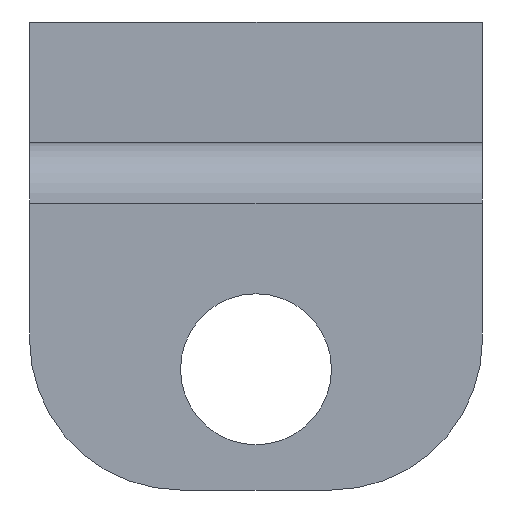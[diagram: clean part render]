
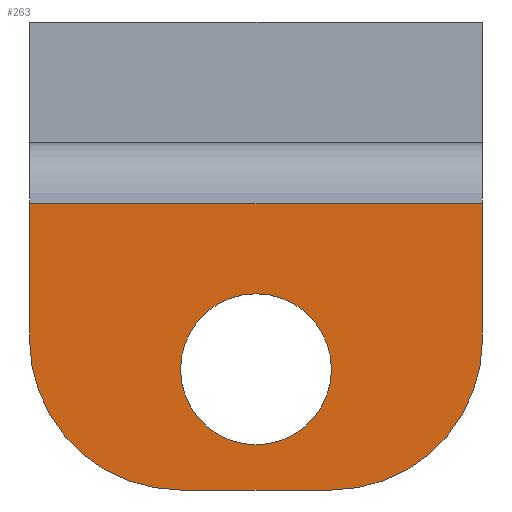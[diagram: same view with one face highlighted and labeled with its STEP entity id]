
A CAD part, left-side view. The second image highlights one B-rep face of the part: STEP entity #263.
In plain terms, the highlighted planar face has unit normal (-1, 0, 0).
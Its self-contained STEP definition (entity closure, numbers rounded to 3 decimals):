
#14 = DIRECTION ( 'NONE',  ( 0., 0., -1. ) ) ;
#15 = DIRECTION ( 'NONE',  ( 0., 0., -1. ) ) ;
#25 = ORIENTED_EDGE ( 'NONE', *, *, #136, .F. ) ;
#57 = ORIENTED_EDGE ( 'NONE', *, *, #335, .F. ) ;
#67 = FACE_BOUND ( 'NONE', #684, .T. ) ;
#73 = VECTOR ( 'NONE', #14, 1000. ) ;
#84 = CARTESIAN_POINT ( 'NONE',  ( 0., 4., 30. ) ) ;
#85 = VERTEX_POINT ( 'NONE', #988 ) ;
#89 = LINE ( 'NONE', #311, #73 ) ;
#101 = EDGE_CURVE ( 'NONE', #389, #389, #616, .T. ) ;
#136 = EDGE_CURVE ( 'NONE', #1017, #329, #297, .T. ) ;
#147 = ORIENTED_EDGE ( 'NONE', *, *, #790, .T. ) ;
#194 = DIRECTION ( 'NONE',  ( 0., 0., 1. ) ) ;
#201 = AXIS2_PLACEMENT_3D ( 'NONE', #531, #210, #283 ) ;
#207 = CIRCLE ( 'NONE', #756, 10. ) ;
#210 = DIRECTION ( 'NONE',  ( -1., 0., 0. ) ) ;
#245 = AXIS2_PLACEMENT_3D ( 'NONE', #343, #1006, #194 ) ;
#251 = ORIENTED_EDGE ( 'NONE', *, *, #546, .T. ) ;
#259 = ORIENTED_EDGE ( 'NONE', *, *, #101, .F. ) ;
#263 = ADVANCED_FACE ( 'NONE', ( #67, #367 ), #387, .F. ) ;
#266 = DIRECTION ( 'NONE',  ( -1., 0., 0. ) ) ;
#283 = DIRECTION ( 'NONE',  ( 0., 0., -1. ) ) ;
#296 = CARTESIAN_POINT ( 'NONE',  ( 0., 23., 20. ) ) ;
#297 = LINE ( 'NONE', #711, #479 ) ;
#311 = CARTESIAN_POINT ( 'NONE',  ( 0., 23., 30. ) ) ;
#318 = CARTESIAN_POINT ( 'NONE',  ( 0., 4., 30. ) ) ;
#329 = VERTEX_POINT ( 'NONE', #318 ) ;
#335 = EDGE_CURVE ( 'NONE', #329, #85, #752, .T. ) ;
#343 = CARTESIAN_POINT ( 'NONE',  ( 0., 15., 15. ) ) ;
#367 = FACE_OUTER_BOUND ( 'NONE', #746, .T. ) ;
#374 = DIRECTION ( 'NONE',  ( 0., -1., 0. ) ) ;
#387 = PLANE ( 'NONE',  #459 ) ;
#389 = VERTEX_POINT ( 'NONE', #795 ) ;
#412 = ORIENTED_EDGE ( 'NONE', *, *, #847, .T. ) ;
#459 = AXIS2_PLACEMENT_3D ( 'NONE', #1010, #1022, #619 ) ;
#469 = CARTESIAN_POINT ( 'NONE',  ( 0., 13., 30. ) ) ;
#479 = VECTOR ( 'NONE', #374, 1000. ) ;
#492 = VECTOR ( 'NONE', #846, 1000. ) ;
#531 = CARTESIAN_POINT ( 'NONE',  ( 0., 13., 20. ) ) ;
#546 = EDGE_CURVE ( 'NONE', #647, #590, #207, .T. ) ;
#579 = VERTEX_POINT ( 'NONE', #296 ) ;
#589 = VECTOR ( 'NONE', #15, 1000. ) ;
#590 = VERTEX_POINT ( 'NONE', #936 ) ;
#592 = ORIENTED_EDGE ( 'NONE', *, *, #883, .T. ) ;
#616 = CIRCLE ( 'NONE', #245, 5. ) ;
#619 = DIRECTION ( 'NONE',  ( 0., 0., -1. ) ) ;
#625 = CARTESIAN_POINT ( 'NONE',  ( 0., 23., 10. ) ) ;
#647 = VERTEX_POINT ( 'NONE', #625 ) ;
#670 = CIRCLE ( 'NONE', #201, 10. ) ;
#684 = EDGE_LOOP ( 'NONE', ( #259 ) ) ;
#711 = CARTESIAN_POINT ( 'NONE',  ( 0., 4., 30. ) ) ;
#746 = EDGE_LOOP ( 'NONE', ( #147, #251, #412, #57, #25, #592 ) ) ;
#752 = LINE ( 'NONE', #84, #589 ) ;
#756 = AXIS2_PLACEMENT_3D ( 'NONE', #984, #266, #828 ) ;
#790 = EDGE_CURVE ( 'NONE', #579, #647, #89, .T. ) ;
#795 = CARTESIAN_POINT ( 'NONE',  ( 0., 15., 20. ) ) ;
#828 = DIRECTION ( 'NONE',  ( 0., 0., -1. ) ) ;
#846 = DIRECTION ( 'NONE',  ( 0., -1., 0. ) ) ;
#847 = EDGE_CURVE ( 'NONE', #590, #85, #924, .T. ) ;
#883 = EDGE_CURVE ( 'NONE', #1017, #579, #670, .T. ) ;
#924 = LINE ( 'NONE', #1014, #492 ) ;
#936 = CARTESIAN_POINT ( 'NONE',  ( 0., 13., 0. ) ) ;
#984 = CARTESIAN_POINT ( 'NONE',  ( 0., 13., 10. ) ) ;
#988 = CARTESIAN_POINT ( 'NONE',  ( 0., 4., 0. ) ) ;
#1006 = DIRECTION ( 'NONE',  ( -1., 0., 0. ) ) ;
#1010 = CARTESIAN_POINT ( 'NONE',  ( 0., 4., 30. ) ) ;
#1014 = CARTESIAN_POINT ( 'NONE',  ( 0., 4., 0. ) ) ;
#1017 = VERTEX_POINT ( 'NONE', #469 ) ;
#1022 = DIRECTION ( 'NONE',  ( 1., 0., 0. ) ) ;
